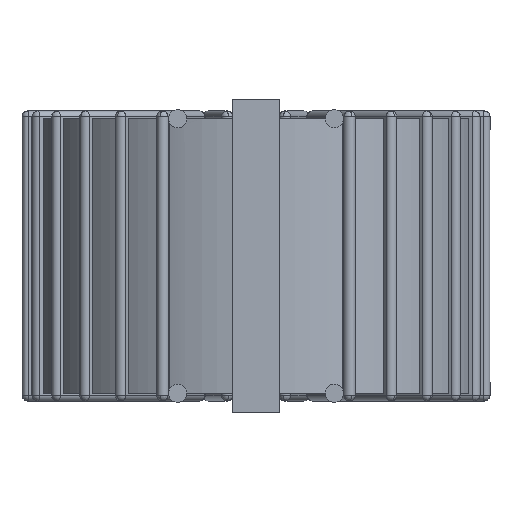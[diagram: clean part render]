
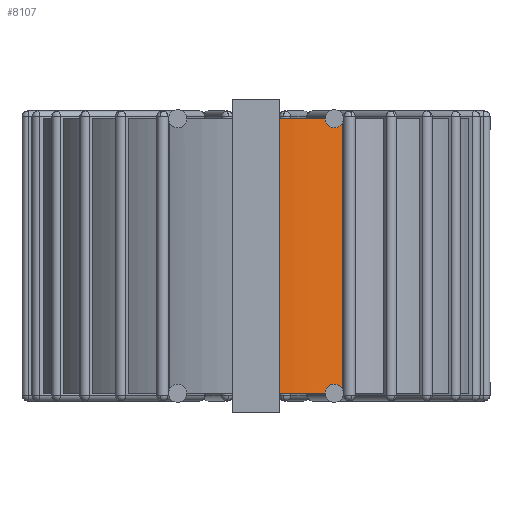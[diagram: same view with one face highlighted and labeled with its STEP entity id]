
A CAD part, front view. The second image highlights one B-rep face of the part: STEP entity #8107.
In plain terms, the highlighted cylindrical face has radius 14.605 mm (diameter 29.21 mm), a partial arc.
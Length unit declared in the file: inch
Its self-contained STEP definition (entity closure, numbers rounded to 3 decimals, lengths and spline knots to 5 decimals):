
#294=CARTESIAN_POINT('',(0.,0.,-0.35));
#295=DIRECTION('',(0.,0.,1.));
#296=DIRECTION('',(0.104,-0.995,0.));
#297=AXIS2_PLACEMENT_3D('',#294,#295,#296);
#439=CARTESIAN_POINT('',(0.22009,-0.53121,
-0.3388));
#440=CARTESIAN_POINT('',(0.21935,-0.53152,
-0.33748));
#441=CARTESIAN_POINT('',(0.21763,-0.53223,
-0.335));
#442=CARTESIAN_POINT('',(0.2143,-0.53358,
-0.33178));
#443=CARTESIAN_POINT('',(0.21024,-0.53519,
-0.32921));
#444=CARTESIAN_POINT('',(0.20564,-0.53698,
-0.32753));
#445=CARTESIAN_POINT('',(0.20091,-0.53876,
-0.32686));
#446=CARTESIAN_POINT('',(0.19622,-0.54049,
-0.32715));
#447=CARTESIAN_POINT('',(0.19157,-0.54216,
-0.32842));
#448=CARTESIAN_POINT('',(0.18729,-0.54365,
-0.33064));
#449=CARTESIAN_POINT('',(0.18368,-0.54488,
-0.33358));
#450=CARTESIAN_POINT('',(0.18078,-0.54584,
-0.33709));
#451=CARTESIAN_POINT('',(0.17864,-0.54655,
-0.34107));
#452=CARTESIAN_POINT('',(0.17731,-0.54698,
-0.34542));
#453=CARTESIAN_POINT('',(0.177,-0.54708,-0.34845));
#454=CARTESIAN_POINT('',(0.177,-0.54708,-0.35));
#456=DIRECTION('',(0.,0.,1.));
#457=VECTOR('',#456,0.7);
#458=CARTESIAN_POINT('',(0.06,-0.57186,-0.35));
#459=LINE('',#458,#457);
#460=CARTESIAN_POINT('',(0.177,-0.54708,0.35));
#461=CARTESIAN_POINT('',(0.177,-0.54708,0.34852));
#462=CARTESIAN_POINT('',(0.17728,-0.54699,
0.34565));
#463=CARTESIAN_POINT('',(0.17849,-0.5466,
0.3415));
#464=CARTESIAN_POINT('',(0.18041,-0.54597,
0.3377));
#465=CARTESIAN_POINT('',(0.18304,-0.54509,
0.33427));
#466=CARTESIAN_POINT('',(0.18627,-0.544,
0.33137));
#467=CARTESIAN_POINT('',(0.19008,-0.54268,
0.3291));
#468=CARTESIAN_POINT('',(0.19418,-0.54123,
0.32761));
#469=CARTESIAN_POINT('',(0.19854,-0.53964,
0.32691));
#470=CARTESIAN_POINT('',(0.20292,-0.53801,
0.32704));
#471=CARTESIAN_POINT('',(0.20727,-0.53635,
0.32803));
#472=CARTESIAN_POINT('',(0.21126,-0.53479,
0.32979));
#473=CARTESIAN_POINT('',(0.21486,-0.53335,
0.33227));
#474=CARTESIAN_POINT('',(0.21784,-0.53214,
0.33528));
#475=CARTESIAN_POINT('',(0.21941,-0.53149,
0.33758));
#476=CARTESIAN_POINT('',(0.22009,-0.53121,
0.3388));
#938=CARTESIAN_POINT('',(0.,0.,0.35));
#939=DIRECTION('',(0.,0.,1.));
#940=DIRECTION('',(0.104,-0.995,0.));
#941=AXIS2_PLACEMENT_3D('',#938,#939,#940);
#4887=DIRECTION('',(0.,0.,1.));
#4888=VECTOR('',#4887,0.67761);
#4889=CARTESIAN_POINT('',(0.22009,-0.53121,
-0.3388));
#4890=LINE('',#4889,#4888);
#4891=CARTESIAN_POINT('',(0.22009,-0.53121,
0.3388));
#6948=CARTESIAN_POINT('',(0.06,-0.57186,-0.35));
#6950=VERTEX_POINT('',#6948);
#6964=CARTESIAN_POINT('',(0.06,-0.57186,0.35));
#6966=VERTEX_POINT('',#6964);
#7036=VERTEX_POINT('',#439);
#7037=VERTEX_POINT('',#454);
#7062=VERTEX_POINT('',#4891);
#7080=CARTESIAN_POINT('',(0.177,-0.54708,0.35));
#7081=VERTEX_POINT('',#7080);
#8089=CARTESIAN_POINT('',(0.,0.,-0.35));
#8090=DIRECTION('',(0.,0.,1.));
#8091=DIRECTION('',(1.,0.,0.));
#8092=AXIS2_PLACEMENT_3D('',#8089,#8090,#8091);
#8093=CYLINDRICAL_SURFACE('',#8092,0.575);
#8095=ORIENTED_EDGE('',*,*,#8094,.T.);
#8096=ORIENTED_EDGE('',*,*,#7558,.F.);
#8098=ORIENTED_EDGE('',*,*,#8097,.T.);
#8100=ORIENTED_EDGE('',*,*,#8099,.T.);
#8102=ORIENTED_EDGE('',*,*,#8101,.T.);
#8104=ORIENTED_EDGE('',*,*,#8103,.F.);
#8105=EDGE_LOOP('',(#8095,#8096,#8098,#8100,#8102,#8104));
#8106=FACE_OUTER_BOUND('',#8105,.F.);
#298=CIRCLE('',#297,0.575);
#455=B_SPLINE_CURVE_WITH_KNOTS('',3,(#439,#440,#441,#442,#443,#444,#445,#446,
#447,#448,#449,#450,#451,#452,#453,#454),.UNSPECIFIED.,.F.,.F.,(4,1,1,1,1,1,1,1,
1,1,1,1,1,4),(0.,0.07692,0.15385,0.23077,
0.30769,0.38462,0.46154,0.53846,
0.61538,0.69231,0.76923,0.84615,
0.92308,1.),.UNSPECIFIED.);
#477=B_SPLINE_CURVE_WITH_KNOTS('',3,(#460,#461,#462,#463,#464,#465,#466,#467,
#468,#469,#470,#471,#472,#473,#474,#475,#476),.UNSPECIFIED.,.F.,.F.,(4,1,1,1,1,
1,1,1,1,1,1,1,1,1,4),(0.,0.07143,0.14286,
0.21429,0.28571,0.35714,0.42857,0.5,
0.57143,0.64286,0.71429,0.78571,
0.85714,0.92857,1.),.UNSPECIFIED.);
#942=CIRCLE('',#941,0.575);
#7558=EDGE_CURVE('',#6950,#7037,#298,.T.);
#8094=EDGE_CURVE('',#7036,#7037,#455,.T.);
#8097=EDGE_CURVE('',#6950,#6966,#459,.T.);
#8099=EDGE_CURVE('',#6966,#7081,#942,.T.);
#8101=EDGE_CURVE('',#7081,#7062,#477,.T.);
#8103=EDGE_CURVE('',#7036,#7062,#4890,.T.);
#8107=ADVANCED_FACE('',(#8106),#8093,.T.);
